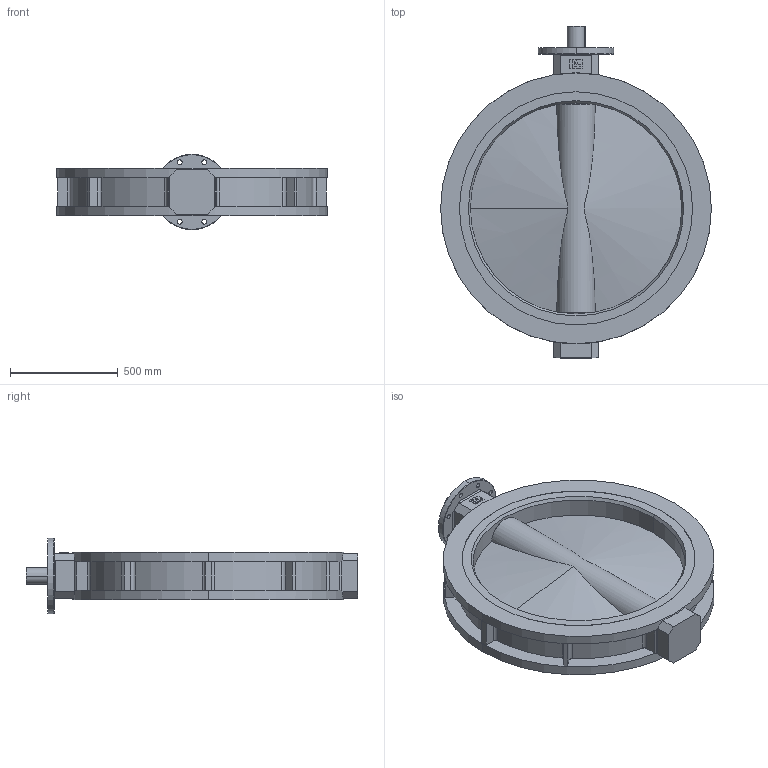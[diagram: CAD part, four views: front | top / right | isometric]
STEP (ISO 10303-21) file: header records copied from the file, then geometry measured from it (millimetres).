
FILE_DESCRIPTION (( 'STEP AP214' ), '1' );
FILE_NAME ('D41000.step', '2013-07-30T15:18:36', ( 'mbuehlmann' ), ( '' ), 'SwSTEP 2.0', 'SolidWorks 2012', '' );
FILE_SCHEMA (( 'AUTOMOTIVE_DESIGN' ));
Length unit declared in the file: millimetre
Products named in the file (6): ia-Logo40; ia-Keil_ia-Keil1000; ia-scheibe250_ia-scheibe1000; ia-Dichtungbasic_Dichtung1000; BO.D41000; D41000
Assembly tree (5 placements, depth 2):
  D41000
    BO.D41000
    ia-Dichtungbasic_Dichtung1000
    ia-scheibe250_ia-scheibe1000
    ia-Keil_ia-Keil1000
    ia-Logo40
Bounding box: 1255 x 1538 x 350 mm (x, y, z)
Volume: 141049047.1 mm3; surface area: 6708728.7 mm2
Topology: 5 solids, 5 shells, 177 faces, 475 edges, 310 vertices
Faces by surface type: plane 81, cylinder 66, cone 16, torus 12, sphere 2
Entity records: 6210 total; most frequent: CARTESIAN_POINT 1442, DIRECTION 976, ORIENTED_EDGE 944, EDGE_CURVE 472, AXIS2_PLACEMENT_3D 359, VERTEX_POINT 309, LINE 258, VECTOR 258
